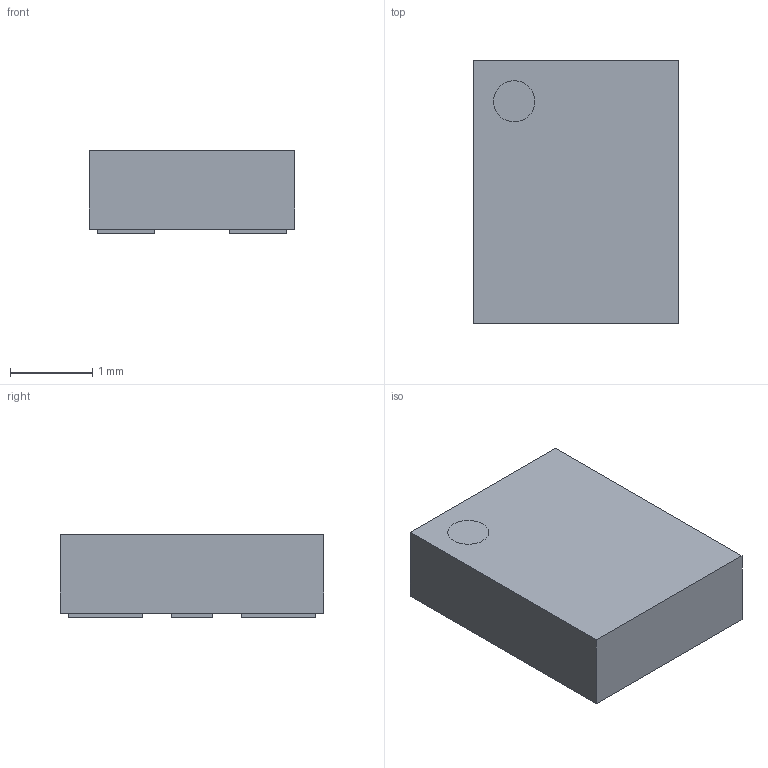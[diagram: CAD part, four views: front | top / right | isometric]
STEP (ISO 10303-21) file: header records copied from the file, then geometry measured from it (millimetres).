
FILE_DESCRIPTION((''),'2;1');
FILE_NAME('OSC_ABRACON_ASEMPC.stp','2012-03-08T08:34:15',(''),(''),'Mechanical Desktop 2011','Mechanical Desktop 2011',', , ');
FILE_SCHEMA(('AUTOMOTIVE_DESIGN { 1 2 10303 214 1 1 1 1 }'));
Length unit declared in the file: millimetre
Products named in the file (1): Product
Bounding box: 2.5 x 3.2 x 1 mm (x, y, z)
Volume: 7.8 mm3; surface area: 34.8 mm2
Topology: 8 solids, 8 shells, 50 faces, 99 edges, 66 vertices
Faces by surface type: plane 27, bspline 19, cylinder 4
Entity records: 1323 total; most frequent: CARTESIAN_POINT 273, ORIENTED_EDGE 198, DIRECTION 171, EDGE_CURVE 99, VECTOR 91, LINE 91, VERTEX_POINT 66, EDGE_LOOP 51
